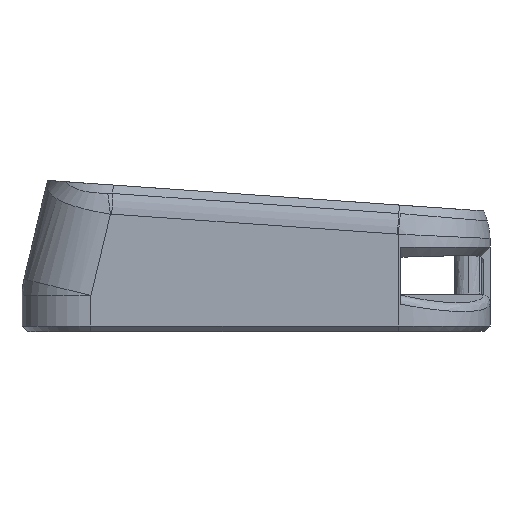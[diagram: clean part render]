
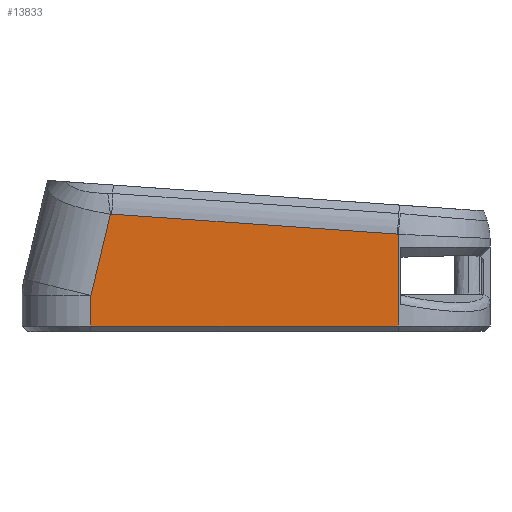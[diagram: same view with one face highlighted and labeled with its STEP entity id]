
A CAD part, left-side view. The second image highlights one B-rep face of the part: STEP entity #13833.
In plain terms, the highlighted free-form (B-spline) face has degree [1, 1] with [2, 2] control points.
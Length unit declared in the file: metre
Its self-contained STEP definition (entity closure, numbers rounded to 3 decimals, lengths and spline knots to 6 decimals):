
#201=B_SPLINE_SURFACE_WITH_KNOTS('',1,1,((#23557,#23558),(#23559,#23560)),
 .PLANE_SURF.,.F.,.F.,.F.,(2,2),(2,2),(0.,1.),(0.,1.),.UNSPECIFIED.);
#1047=LINE('',#19376,#2389);
#1050=LINE('',#19600,#2392);
#1518=LINE('',#22557,#2860);
#1519=LINE('',#22566,#2861);
#1597=LINE('',#23556,#2939);
#2389=VECTOR('',#15205,1.);
#2392=VECTOR('',#15214,1.);
#2860=VECTOR('',#16118,1.);
#2861=VECTOR('',#16119,1.);
#2939=VECTOR('',#16263,1.);
#3646=(
BOUNDED_CURVE()
B_SPLINE_CURVE(3,(#19346,#19347,#19348,#19349,#19350,#19351,#19352,#19353,
#19354,#19355,#19356,#19357,#19358,#19359),.UNSPECIFIED.,.F.,.F.)
B_SPLINE_CURVE_WITH_KNOTS((4,2,2,2,1,1,2,4),(-0.000007,-0.000002,
0.000001,0.000003,0.000013,0.000033,
0.000072,0.00015),.UNSPECIFIED.)
CURVE()
GEOMETRIC_REPRESENTATION_ITEM()
RATIONAL_B_SPLINE_CURVE((1.,1.,1.,1.,1.,1.,1.,1.,1.,1.,1.,1.,1.,1.))
REPRESENTATION_ITEM('')
);
#5838=ORIENTED_EDGE('',*,*,#8376,.T.);
#5839=ORIENTED_EDGE('',*,*,#8379,.T.);
#5840=ORIENTED_EDGE('',*,*,#8391,.T.);
#5841=ORIENTED_EDGE('',*,*,#9170,.T.);
#5842=ORIENTED_EDGE('',*,*,#9169,.T.);
#5843=ORIENTED_EDGE('',*,*,#9333,.F.);
#5844=ORIENTED_EDGE('',*,*,#8373,.T.);
#8373=EDGE_CURVE('',#10430,#10432,#3646,.F.);
#8376=EDGE_CURVE('',#10432,#10434,#1047,.T.);
#8379=EDGE_CURVE('',#10434,#10436,#11407,.T.);
#8391=EDGE_CURVE('',#10436,#10444,#1050,.T.);
#9169=EDGE_CURVE('',#10890,#11004,#1518,.T.);
#9170=EDGE_CURVE('',#10444,#10890,#1519,.T.);
#9333=EDGE_CURVE('',#10430,#11004,#1597,.T.);
#10430=VERTEX_POINT('',#19286);
#10432=VERTEX_POINT('',#19345);
#10434=VERTEX_POINT('',#19375);
#10436=VERTEX_POINT('',#19395);
#10444=VERTEX_POINT('',#19601);
#10890=VERTEX_POINT('',#21464);
#11004=VERTEX_POINT('',#22556);
#11407=B_SPLINE_CURVE_WITH_KNOTS('',3,(#19396,#19397,#19398,#19399),
 .UNSPECIFIED.,.F.,.F.,(4,4),(0.,1.),.UNSPECIFIED.);
#12063=EDGE_LOOP('',(#5838,#5839,#5840,#5841,#5842,#5843,#5844));
#12851=FACE_BOUND('',#12063,.T.);
#13833=ADVANCED_FACE('',(#12851),#201,.F.);
#15205=DIRECTION('',(0.,0.998,0.07));
#15214=DIRECTION('',(0.,0.233,-0.972));
#16118=DIRECTION('',(0.,-1.,0.));
#16119=DIRECTION('',(0.,0.,-1.));
#16263=DIRECTION('',(0.,0.,-1.));
#19286=CARTESIAN_POINT('',(-0.04515,-0.0336,0.019085));
#19345=CARTESIAN_POINT('',(-0.04515,-0.033449,0.019099));
#19346=CARTESIAN_POINT('',(-0.04515,-0.033442,0.019099));
#19347=CARTESIAN_POINT('',(-0.04515,-0.033444,0.019099));
#19348=CARTESIAN_POINT('',(-0.04515,-0.033445,0.019099));
#19349=CARTESIAN_POINT('',(-0.04515,-0.033448,0.019099));
#19350=CARTESIAN_POINT('',(-0.04515,-0.033449,0.019099));
#19351=CARTESIAN_POINT('',(-0.04515,-0.03345,0.019099));
#19352=CARTESIAN_POINT('',(-0.04515,-0.033451,0.019099));
#19353=CARTESIAN_POINT('',(-0.04515,-0.033455,0.019098));
#19354=CARTESIAN_POINT('',(-0.04515,-0.033465,0.019098));
#19355=CARTESIAN_POINT('',(-0.04515,-0.033488,0.019096));
#19356=CARTESIAN_POINT('',(-0.04515,-0.033508,0.019094));
#19357=CARTESIAN_POINT('',(-0.04515,-0.033548,0.019091));
#19358=CARTESIAN_POINT('',(-0.04515,-0.033574,0.019088));
#19359=CARTESIAN_POINT('',(-0.04515,-0.0336,0.019085));
#19375=CARTESIAN_POINT('',(-0.04515,0.028715,0.023446));
#19376=CARTESIAN_POINT('',(-0.04515,-0.002144,0.021288));
#19395=CARTESIAN_POINT('',(-0.04515,0.029013,0.023429));
#19396=CARTESIAN_POINT('',(-0.04515,0.028715,0.023446));
#19397=CARTESIAN_POINT('',(-0.04515,0.028814,0.023448));
#19398=CARTESIAN_POINT('',(-0.04515,0.028913,0.023442));
#19399=CARTESIAN_POINT('',(-0.04515,0.029013,0.023429));
#19600=CARTESIAN_POINT('',(-0.04515,0.033664,0.004056));
#19601=CARTESIAN_POINT('',(-0.04515,0.03325,0.005782));
#21464=CARTESIAN_POINT('',(-0.04515,0.03325,-0.0009));
#22556=CARTESIAN_POINT('',(-0.04515,-0.0336,-0.0009));
#22557=CARTESIAN_POINT('',(-0.04515,-0.0336,-0.0009));
#22566=CARTESIAN_POINT('',(-0.04515,0.03325,0.0203));
#23556=CARTESIAN_POINT('',(-0.04515,-0.0336,0.0203));
#23557=CARTESIAN_POINT('',(-0.04515,-0.036943,-0.002125));
#23558=CARTESIAN_POINT('',(-0.04515,-0.036943,0.024817));
#23559=CARTESIAN_POINT('',(-0.04515,0.036593,-0.002125));
#23560=CARTESIAN_POINT('',(-0.04515,0.036593,0.024817));
